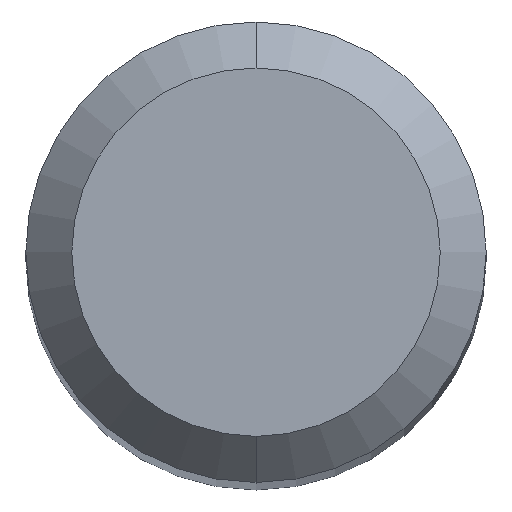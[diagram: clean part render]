
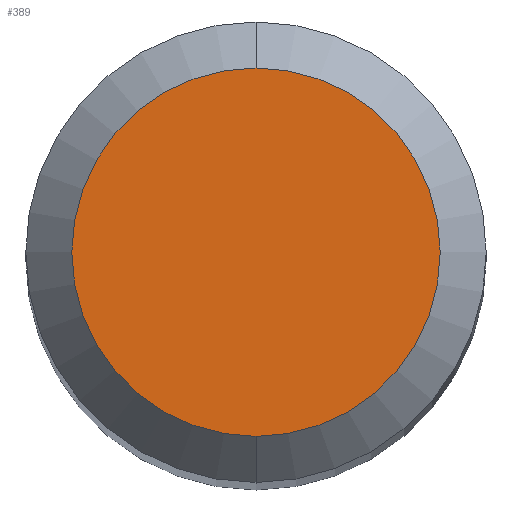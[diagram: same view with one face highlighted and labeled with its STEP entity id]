
A CAD part, top view. The second image highlights one B-rep face of the part: STEP entity #389.
In plain terms, the highlighted planar face has unit normal (0, 0, 1).
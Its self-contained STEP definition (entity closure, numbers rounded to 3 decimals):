
#189=VERTEX_POINT('',#497);
#275=VERTEX_POINT('',#592);
#389=ADVANCED_FACE('',(#717),#718,.T.);
#421=EDGE_CURVE('',#189,#275,#753,.T.);
#451=EDGE_CURVE('',#275,#189,#786,.T.);
#497=CARTESIAN_POINT('',(0.0,1.2,0.0));
#592=CARTESIAN_POINT('',(0.,-1.2,0.0));
#717=FACE_OUTER_BOUND('',#1301,.T.);
#718=PLANE('',#1302);
#753=CIRCLE('',#1344,1.2);
#786=CIRCLE('',#1426,1.2);
#1301=EDGE_LOOP('',(#1692,#1693));
#1302=AXIS2_PLACEMENT_3D('',#1694,#1695,#1696);
#1344=AXIS2_PLACEMENT_3D('',#1729,#1730,#1731);
#1426=AXIS2_PLACEMENT_3D('',#1770,#1771,#1772);
#1692=ORIENTED_EDGE('',*,*,#421,.F.);
#1693=ORIENTED_EDGE('',*,*,#451,.F.);
#1694=CARTESIAN_POINT('',(0.0,0.6,0.0));
#1695=DIRECTION('',(-0.0,0.0,1.0));
#1696=DIRECTION('',(0.0,-1.0,0.0));
#1729=CARTESIAN_POINT('',(0.0,0.0,0.0));
#1730=DIRECTION('',(0.0,0.0,-1.0));
#1731=DIRECTION('',(0.0,1.0,0.0));
#1770=CARTESIAN_POINT('',(0.0,0.0,0.0));
#1771=DIRECTION('',(0.0,0.0,-1.0));
#1772=DIRECTION('',(0.0,1.0,0.0));
